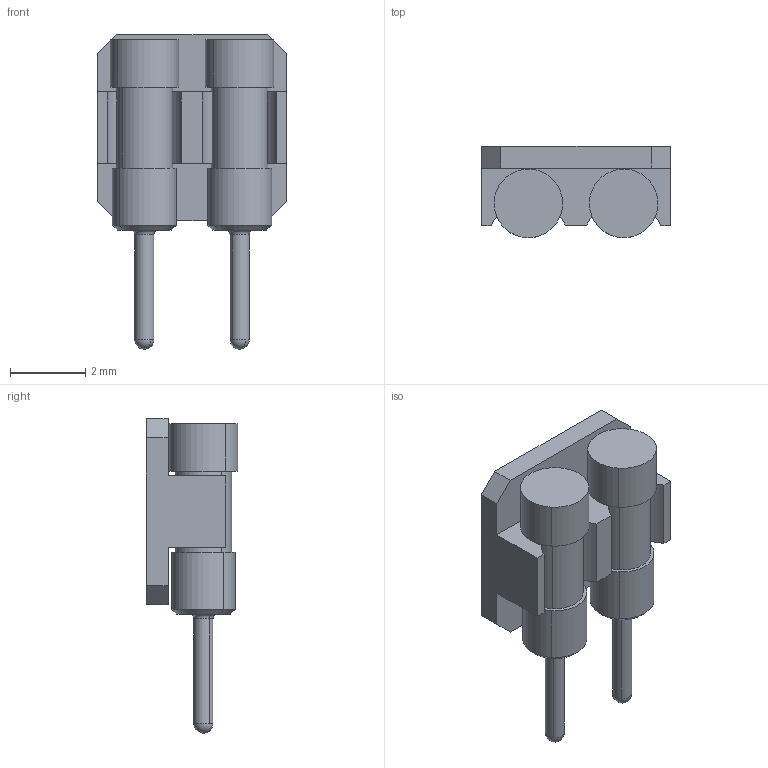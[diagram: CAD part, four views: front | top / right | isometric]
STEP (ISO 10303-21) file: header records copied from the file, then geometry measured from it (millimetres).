
FILE_DESCRIPTION (( 'STEP AP214' ), '1' );
FILE_NAME ('mill-max-328-10-102-40-020001.STEP', '2023-04-18T16:13:37', ( '' ), ( '' ), 'SwSTEP 2.0', 'SolidWorks 2022', '' );
FILE_SCHEMA (( 'AUTOMOTIVE_DESIGN' ));
Length unit declared in the file: inch
Products named in the file (3): P8XX-18-083-00-400155_P802-18-083-00-400155; mill-max-328-10-102-40-020001; 2820-X_2820-0-00-15-00-00-03-0
Assembly tree (3 placements, depth 2):
  mill-max-328-10-102-40-020001
    P8XX-18-083-00-400155_P802-18-083-00-400155
    2820-X_2820-0-00-15-00-00-03-0  x2
Bounding box: 5.03 x 2.44 x 8.38 mm (x, y, z)
Volume: 44.7 mm3; surface area: 154 mm2
Topology: 3 solids, 3 shells, 62 faces, 148 edges, 94 vertices
Faces by surface type: cylinder 26, plane 24, sphere 4, torus 4, cone 4
Entity records: 1446 total; most frequent: DIRECTION 254, CARTESIAN_POINT 229, ORIENTED_EDGE 216, EDGE_CURVE 108, AXIS2_PLACEMENT_3D 96, VERTEX_POINT 71, LINE 62, VECTOR 62
